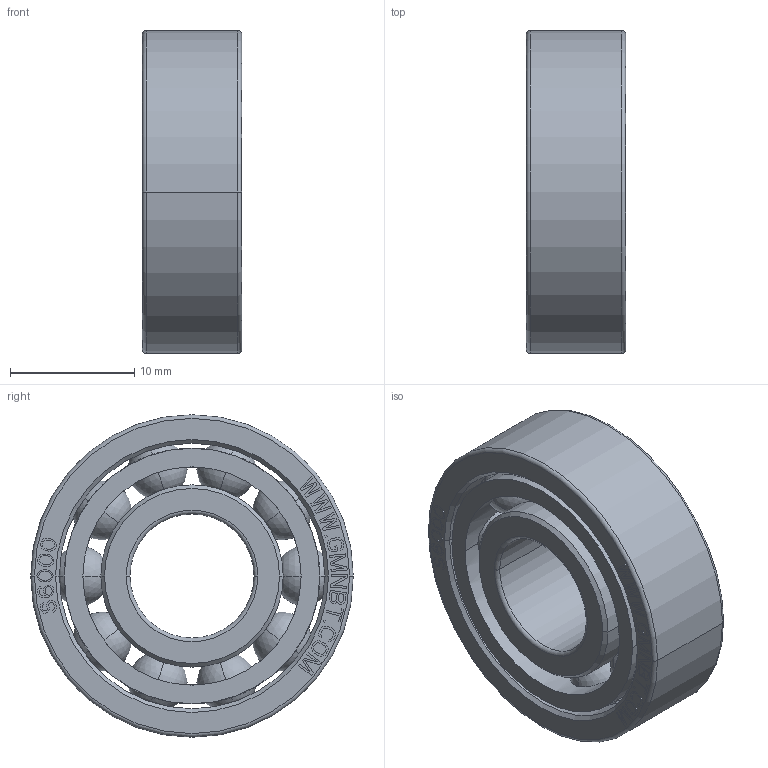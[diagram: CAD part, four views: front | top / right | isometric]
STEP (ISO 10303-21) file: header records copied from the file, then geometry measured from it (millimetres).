
FILE_DESCRIPTION((''),'2;1');
FILE_NAME('S6000_PRT','2014-03-19T',('sales 4'),(''),'PRO/ENGINEER BY PARAMETRIC TECHNOLOGY CORPORATION, 2013150','PRO/ENGINEER BY PARAMETRIC TECHNOLOGY CORPORATION, 2013150','');
FILE_SCHEMA(('AUTOMOTIVE_DESIGN { 1 0 10303 214 1 1 1 1 }'));
Length unit declared in the file: millimetre
Products named in the file (1): S6000_PRT
Bounding box: 8.01 x 26 x 26 mm (x, y, z)
Volume: 2769.9 mm3; surface area: 3838.2 mm2
Topology: 3 solids, 3 shells, 651 faces, 1800 edges, 1156 vertices
Faces by surface type: plane 535, cylinder 54, sphere 40, torus 12, cone 10
Entity records: 29348 total; most frequent: CARTESIAN_POINT 7289, ORIENTED_EDGE 3520, DIRECTION 3162, PRESENTATION_STYLE_ASSIGNMENT 1791, STYLED_ITEM 1763, CURVE_STYLE 1760, EDGE_CURVE 1760, VECTOR 1580
